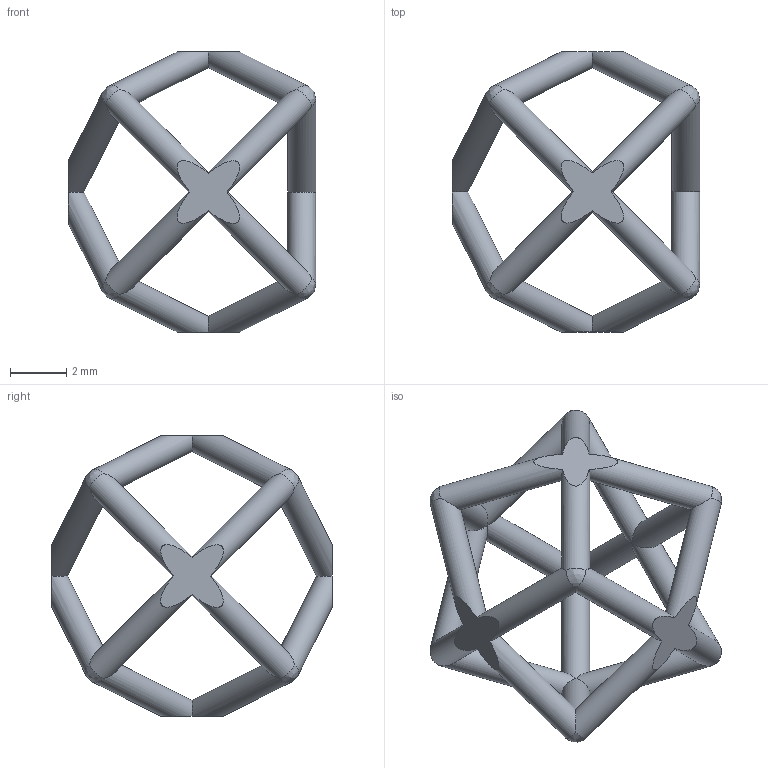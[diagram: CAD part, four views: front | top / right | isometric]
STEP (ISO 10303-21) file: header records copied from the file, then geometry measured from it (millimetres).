
FILE_DESCRIPTION (( 'STEP AP214' ), '1' );
FILE_NAME ('gemx180.STEP', '2025-11-14T13:13:33', ( 'China' ), ( 'Microsoft' ), 'SwSTEP 2.0', 'SolidWorks 2024', '' );
FILE_SCHEMA (( 'AUTOMOTIVE_DESIGN' ));
Length unit declared in the file: millimetre
Products named in the file (1): gemx180
Bounding box: 8.83 x 10 x 10 mm (x, y, z)
Volume: 82.3 mm3; surface area: 325.6 mm2
Topology: 1 solids, 1 shells, 37 faces, 123 edges, 66 vertices
Faces by surface type: cylinder 24, bspline 8, plane 5
Full cylindrical faces by diameter (mm): 1 x24
Entity records: 2281 total; most frequent: CARTESIAN_POINT 1537, ORIENTED_EDGE 184, DIRECTION 108, EDGE_CURVE 92, FACE_OUTER_BOUND 61, EDGE_LOOP 61, VERTEX_POINT 59, AXIS2_PLACEMENT_3D 54
